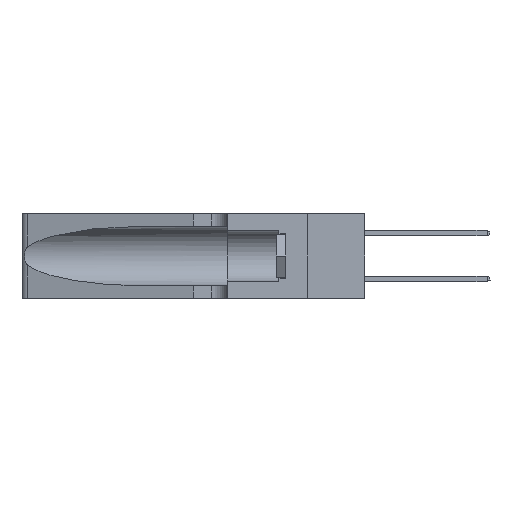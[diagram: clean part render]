
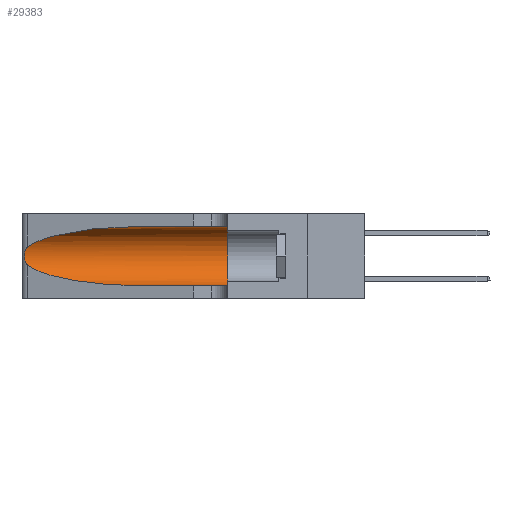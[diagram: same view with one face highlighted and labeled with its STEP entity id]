
A CAD part, left-side view. The second image highlights one B-rep face of the part: STEP entity #29383.
In plain terms, the highlighted cylindrical face has radius 3.308 mm (diameter 6.617 mm), a partial arc.
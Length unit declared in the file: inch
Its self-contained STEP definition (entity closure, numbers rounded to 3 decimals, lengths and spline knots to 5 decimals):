
#319 = CARTESIAN_POINT ( 'NONE',  ( 0.1305, 1.61858, 0.05475 ) ) ;
#556 = CARTESIAN_POINT ( 'NONE',  ( 0.25856, 1.23593, 0.16098 ) ) ;
#673 = CARTESIAN_POINT ( 'NONE',  ( 0.25787, 1.23484, 0.2124 ) ) ;
#891 = CARTESIAN_POINT ( 'NONE',  ( 0.25789, 1.23486, 0.15765 ) ) ;
#983 = CARTESIAN_POINT ( 'NONE',  ( 0.25639, 1.23184, 0.21858 ) ) ;
#1317 = EDGE_CURVE ( 'NONE', #13749, #13348, #26211, .T. ) ;
#1596 = VERTEX_POINT ( 'NONE', #14207 ) ;
#1971 = VECTOR ( 'NONE', #15775, 39.37008 ) ;
#2227 = VERTEX_POINT ( 'NONE', #24498 ) ;
#2456 = CARTESIAN_POINT ( 'NONE',  ( 0.2373, 1.15595, 0.28018 ) ) ;
#2657 = AXIS2_PLACEMENT_3D ( 'NONE', #9445, #4589, #29873 ) ;
#2874 = CARTESIAN_POINT ( 'NONE',  ( 0.25555, 1.22994, 0.2215 ) ) ;
#2974 = CARTESIAN_POINT ( 'NONE',  ( 0.18966, 0.96281, 0.05475 ) ) ;
#3295 = CARTESIAN_POINT ( 'NONE',  ( 0.2373, 1.15595, 0.08982 ) ) ;
#4589 = DIRECTION ( 'NONE',  ( 0., 1., 0. ) ) ;
#4814 = CARTESIAN_POINT ( 'NONE',  ( 0.1305, 0.72297, 0.31525 ) ) ;
#5227 = CARTESIAN_POINT ( 'NONE',  ( 0.25555, 1.22993, 0.14849 ) ) ;
#5773 = VERTEX_POINT ( 'NONE', #17251 ) ;
#7383 = EDGE_LOOP ( 'NONE', ( #27015, #28352, #9156, #19282, #23111, #24856 ) ) ;
#7871 = CARTESIAN_POINT ( 'NONE',  ( 0.25487, 1.22718, 0.22369 ) ) ;
#8104 = DIRECTION ( 'NONE',  ( 0., -1., 0. ) ) ;
#8266 = CARTESIAN_POINT ( 'NONE',  ( 0.25487, 1.22718, 0.14631 ) ) ;
#8913 = EDGE_CURVE ( 'NONE', #1596, #2227, #25354, .T. ) ;
#9156 = ORIENTED_EDGE ( 'NONE', *, *, #26066, .T. ) ;
#9215 = EDGE_CURVE ( 'NONE', #10033, #13749, #11055, .T. ) ;
#9445 = CARTESIAN_POINT ( 'NONE',  ( 0.1305, 0.35, 0.185 ) ) ;
#10033 = VERTEX_POINT ( 'NONE', #4814 ) ;
#10201 = CARTESIAN_POINT ( 'NONE',  ( 0.25487, 1.22718, 0.14631 ) ) ;
#11055 =( BOUNDED_CURVE ( )  B_SPLINE_CURVE ( 3, ( #21254, #23244, #2456, #21568 ),
 .UNSPECIFIED., .F., .T. ) 
 B_SPLINE_CURVE_WITH_KNOTS ( ( 4, 4 ),
 ( 1.5708, 2.84003 ),
 .UNSPECIFIED. ) 
 CURVE ( )  GEOMETRIC_REPRESENTATION_ITEM ( )  RATIONAL_B_SPLINE_CURVE ( ( 1., 0.87, 0.87, 1. ) ) 
 REPRESENTATION_ITEM ( '' )  );
#12209 = CARTESIAN_POINT ( 'NONE',  ( 0.1305, 0.72297, 0.05475 ) ) ;
#12211 = CARTESIAN_POINT ( 'NONE',  ( 0.26075, 1.23896, 0.178 ) ) ;
#12323 = DIRECTION ( 'NONE',  ( 0., 0., -1. ) ) ;
#13348 = VERTEX_POINT ( 'NONE', #8266 ) ;
#13749 = VERTEX_POINT ( 'NONE', #26267 ) ;
#13828 = DIRECTION ( 'NONE',  ( 0., -1., 0. ) ) ;
#14207 = CARTESIAN_POINT ( 'NONE',  ( 0.1305, 0.35, 0.31525 ) ) ;
#15123 = LINE ( 'NONE', #319, #21976 ) ;
#15775 = DIRECTION ( 'NONE',  ( 0., -1., 0. ) ) ;
#16209 = FACE_OUTER_BOUND ( 'NONE', #7383, .T. ) ;
#16727 = CARTESIAN_POINT ( 'NONE',  ( 0.26018, 1.23835, 0.19895 ) ) ;
#16827 = CARTESIAN_POINT ( 'NONE',  ( 0.26017, 1.23833, 0.17102 ) ) ;
#17143 = CARTESIAN_POINT ( 'NONE',  ( 0.26075, 1.23896, 0.19203 ) ) ;
#17251 = CARTESIAN_POINT ( 'NONE',  ( 0.1305, 0.72297, 0.05475 ) ) ;
#17529 = LINE ( 'NONE', #22469, #1971 ) ;
#19282 = ORIENTED_EDGE ( 'NONE', *, *, #29847, .T. ) ;
#21254 = CARTESIAN_POINT ( 'NONE',  ( 0.1305, 0.72297, 0.31525 ) ) ;
#21568 = CARTESIAN_POINT ( 'NONE',  ( 0.25487, 1.22718, 0.22369 ) ) ;
#21708 = CARTESIAN_POINT ( 'NONE',  ( 0.25854, 1.2359, 0.20912 ) ) ;
#21976 = VECTOR ( 'NONE', #13828, 39.37008 ) ;
#22469 = CARTESIAN_POINT ( 'NONE',  ( 0.1305, 1.61858, 0.31525 ) ) ;
#23111 = ORIENTED_EDGE ( 'NONE', *, *, #8913, .F. ) ;
#23152 = CYLINDRICAL_SURFACE ( 'NONE', #26670, 0.13025 ) ;
#23242 =( BOUNDED_CURVE ( )  B_SPLINE_CURVE ( 3, ( #28598, #3295, #2974, #12209 ),
 .UNSPECIFIED., .F., .T. ) 
 B_SPLINE_CURVE_WITH_KNOTS ( ( 4, 4 ),
 ( 3.44316, 4.71239 ),
 .UNSPECIFIED. ) 
 CURVE ( )  GEOMETRIC_REPRESENTATION_ITEM ( )  RATIONAL_B_SPLINE_CURVE ( ( 1., 0.87, 0.87, 1. ) ) 
 REPRESENTATION_ITEM ( '' )  );
#23244 = CARTESIAN_POINT ( 'NONE',  ( 0.18966, 0.96281, 0.31525 ) ) ;
#23297 = EDGE_CURVE ( 'NONE', #10033, #1596, #17529, .T. ) ;
#24057 = CARTESIAN_POINT ( 'NONE',  ( 0.25639, 1.23186, 0.15144 ) ) ;
#24498 = CARTESIAN_POINT ( 'NONE',  ( 0.1305, 0.35, 0.05475 ) ) ;
#24856 = ORIENTED_EDGE ( 'NONE', *, *, #23297, .F. ) ;
#25354 = CIRCLE ( 'NONE', #2657, 0.13025 ) ;
#26066 = EDGE_CURVE ( 'NONE', #13348, #5773, #23242, .T. ) ;
#26211 = B_SPLINE_CURVE_WITH_KNOTS ( 'NONE', 3,
 ( #7871, #2874, #983, #673, #21708, #16727, #17143, #12211, #16827, #556, #891, #24057, #5227, #10201 ),
 .UNSPECIFIED., .F., .F.,
 ( 4, 2, 2, 2, 2, 2, 4 ),
 ( 0., 0.00027, 0.00053, 0.00107, 0.0016, 0.00187, 0.00214 ),
 .UNSPECIFIED. ) ;
#26267 = CARTESIAN_POINT ( 'NONE',  ( 0.25487, 1.22718, 0.22369 ) ) ;
#26670 = AXIS2_PLACEMENT_3D ( 'NONE', #28715, #8104, #12323 ) ;
#27015 = ORIENTED_EDGE ( 'NONE', *, *, #9215, .T. ) ;
#28352 = ORIENTED_EDGE ( 'NONE', *, *, #1317, .T. ) ;
#28598 = CARTESIAN_POINT ( 'NONE',  ( 0.25487, 1.22718, 0.14631 ) ) ;
#28715 = CARTESIAN_POINT ( 'NONE',  ( 0.1305, 1.61858, 0.185 ) ) ;
#29383 = ADVANCED_FACE ( 'NONE', ( #16209 ), #23152, .F. ) ;
#29847 = EDGE_CURVE ( 'NONE', #5773, #2227, #15123, .T. ) ;
#29873 = DIRECTION ( 'NONE',  ( 0., 0., 1. ) ) ;
